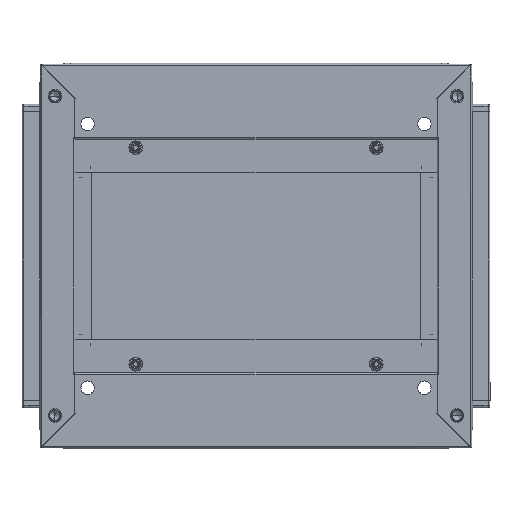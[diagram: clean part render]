
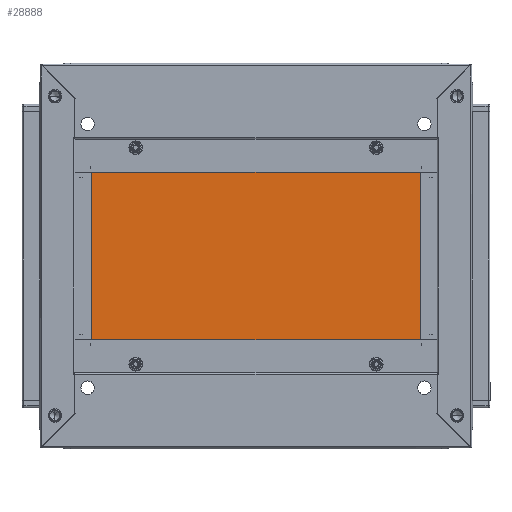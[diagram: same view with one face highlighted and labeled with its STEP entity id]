
A CAD part, top view. The second image highlights one B-rep face of the part: STEP entity #28888.
In plain terms, the highlighted planar face has unit normal (0, 0, 1).
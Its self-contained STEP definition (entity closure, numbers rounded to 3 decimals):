
#13868 = AXIS2_PLACEMENT_3D ( 'NONE', #15347, #15354, #15355 ) ;
#14463 = FACE_OUTER_BOUND ( 'NONE', #42513, .T. ) ;
#15347 = CARTESIAN_POINT ( 'NONE',  ( -100., -190., 0. ) ) ;
#15351 = PLANE ( 'NONE',  #13868 ) ;
#15354 = DIRECTION ( 'NONE',  ( 0., 0., 1. ) ) ;
#15355 = DIRECTION ( 'NONE',  ( 1., 0., 0. ) ) ;
#18846 = CARTESIAN_POINT ( 'NONE',  ( -100., 190., 0. ) ) ;
#18850 = CARTESIAN_POINT ( 'NONE',  ( -100., -190., 0. ) ) ;
#18855 = CARTESIAN_POINT ( 'NONE',  ( 100., 190., 0. ) ) ;
#18866 = CARTESIAN_POINT ( 'NONE',  ( 100., -190., 0. ) ) ;
#23306 = CARTESIAN_POINT ( 'NONE',  ( -100., 190., 0. ) ) ;
#23396 = DIRECTION ( 'NONE',  ( 0., -1., 0. ) ) ;
#23441 = CARTESIAN_POINT ( 'NONE',  ( -100., 190., 0. ) ) ;
#23442 = DIRECTION ( 'NONE',  ( -1., 0., 0. ) ) ;
#23448 = CARTESIAN_POINT ( 'NONE',  ( 100., 190., 0. ) ) ;
#23449 = DIRECTION ( 'NONE',  ( 0., 1., 0. ) ) ;
#23452 = CARTESIAN_POINT ( 'NONE',  ( -100., -190., 0. ) ) ;
#23456 = DIRECTION ( 'NONE',  ( 1., 0., 0. ) ) ;
#23809 = VECTOR ( 'NONE', #23396, 1000. ) ;
#23894 = LINE ( 'NONE', #23306, #23809 ) ;
#23913 = LINE ( 'NONE', #23452, #23932 ) ;
#23922 = LINE ( 'NONE', #23441, #23923 ) ;
#23923 = VECTOR ( 'NONE', #23442, 1000. ) ;
#23927 = LINE ( 'NONE', #23448, #23928 ) ;
#23928 = VECTOR ( 'NONE', #23449, 1000. ) ;
#23932 = VECTOR ( 'NONE', #23456, 1000. ) ;
#28888 = ADVANCED_FACE ( 'NONE', ( #14463 ), #15351, .T. ) ;
#33155 = VERTEX_POINT ( 'NONE', #18846 ) ;
#33157 = VERTEX_POINT ( 'NONE', #18850 ) ;
#33164 = VERTEX_POINT ( 'NONE', #18855 ) ;
#33170 = VERTEX_POINT ( 'NONE', #18866 ) ;
#36204 = EDGE_CURVE ( 'NONE', #33155, #33157, #23894, .T. ) ;
#36240 = EDGE_CURVE ( 'NONE', #33164, #33155, #23922, .T. ) ;
#36246 = EDGE_CURVE ( 'NONE', #33170, #33164, #23927, .T. ) ;
#36252 = EDGE_CURVE ( 'NONE', #33157, #33170, #23913, .T. ) ;
#42513 = EDGE_LOOP ( 'NONE', ( #51230, #51227, #51226, #51224 ) ) ;
#51224 = ORIENTED_EDGE ( 'NONE', *, *, #36240, .T. ) ;
#51226 = ORIENTED_EDGE ( 'NONE', *, *, #36246, .T. ) ;
#51227 = ORIENTED_EDGE ( 'NONE', *, *, #36252, .T. ) ;
#51230 = ORIENTED_EDGE ( 'NONE', *, *, #36204, .T. ) ;
